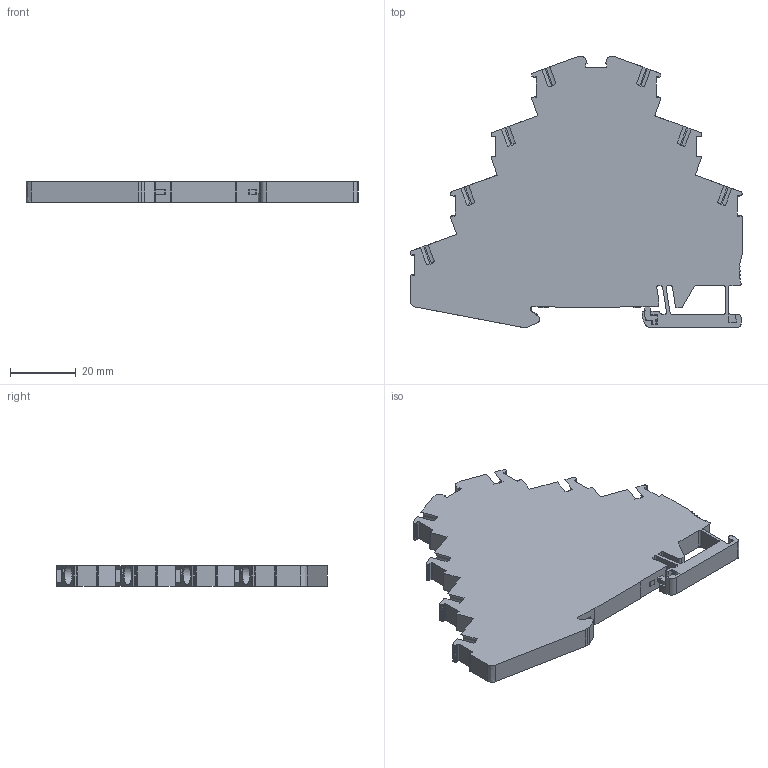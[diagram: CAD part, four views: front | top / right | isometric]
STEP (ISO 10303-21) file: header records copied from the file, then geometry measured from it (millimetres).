
FILE_DESCRIPTION((''),'2;1');
FILE_NAME('5YB576983_ASM','2021-11-22T',('Administrator'),(''),'PRO/ENGINEER BY PARAMETRIC TECHNOLOGY CORPORATION, 2013230','PRO/ENGINEER BY PARAMETRIC TECHNOLOGY CORPORATION, 2013230','');
FILE_SCHEMA(('AUTOMOTIVE_DESIGN { 1 0 10303 214 1 1 1 1 }'));
Length unit declared in the file: millimetre
Products named in the file (1): 5YB576983_ASM
Bounding box: 100.8 x 82.2 x 6.2 mm (x, y, z)
Volume: 31267.2 mm3; surface area: 15755.9 mm2
Topology: 1 solids, 1 shells, 619 faces, 1765 edges, 1171 vertices
Faces by surface type: plane 433, cylinder 164, cone 21, extrusion 1
Entity records: 20971 total; most frequent: CARTESIAN_POINT 4578, ORIENTED_EDGE 3530, DIRECTION 3099, EDGE_CURVE 1765, VECTOR 1301, LINE 1300, VERTEX_POINT 1171, AXIS2_PLACEMENT_3D 899
